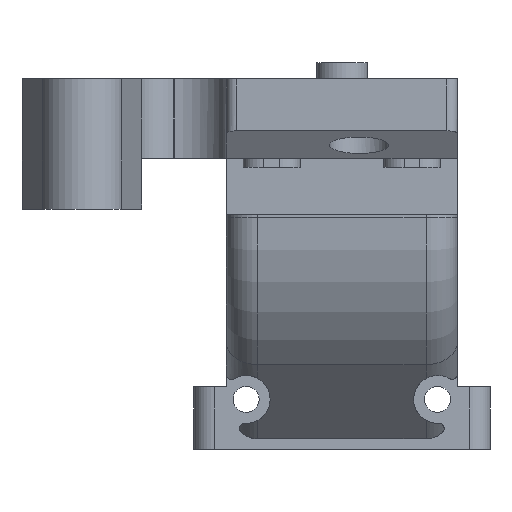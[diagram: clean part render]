
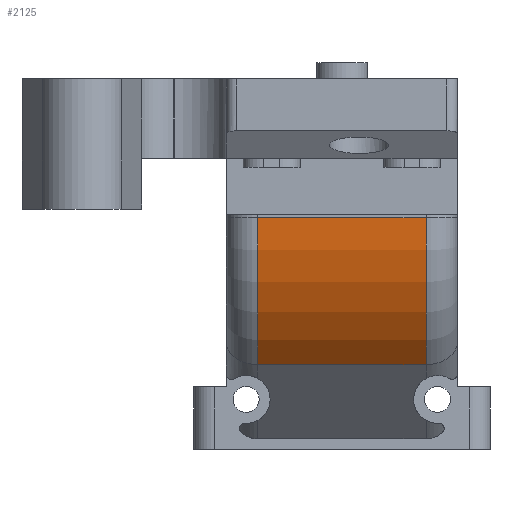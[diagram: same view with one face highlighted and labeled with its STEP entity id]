
A CAD part, front view. The second image highlights one B-rep face of the part: STEP entity #2125.
In plain terms, the highlighted cylindrical face has radius 20 mm (diameter 40 mm), a partial arc.
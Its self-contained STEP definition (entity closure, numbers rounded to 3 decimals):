
#171=CIRCLE('',#2316,20.);
#182=CIRCLE('',#2335,20.);
#245=CYLINDRICAL_SURFACE('',#2347,20.);
#298=LINE('',#3410,#480);
#425=LINE('',#3822,#607);
#480=VECTOR('',#2492,10.);
#607=VECTOR('',#2933,10.);
#728=FACE_OUTER_BOUND('',#860,.T.);
#860=EDGE_LOOP('',(#1904,#1905,#1906,#1907));
#965=VERTEX_POINT('',#3400);
#966=VERTEX_POINT('',#3406);
#1079=VERTEX_POINT('',#3770);
#1088=VERTEX_POINT('',#3799);
#1183=EDGE_CURVE('',#966,#965,#298,.T.);
#1364=EDGE_CURVE('',#966,#1079,#171,.T.);
#1379=EDGE_CURVE('',#1088,#965,#182,.T.);
#1386=EDGE_CURVE('',#1088,#1079,#425,.T.);
#1904=ORIENTED_EDGE('',*,*,#1379,.F.);
#1905=ORIENTED_EDGE('',*,*,#1386,.T.);
#1906=ORIENTED_EDGE('',*,*,#1364,.F.);
#1907=ORIENTED_EDGE('',*,*,#1183,.T.);
#2125=ADVANCED_FACE('',(#728),#245,.T.);
#2316=AXIS2_PLACEMENT_3D('',#3771,#2865,#2866);
#2335=AXIS2_PLACEMENT_3D('',#3803,#2907,#2908);
#2347=AXIS2_PLACEMENT_3D('',#3821,#2931,#2932);
#2492=DIRECTION('',(1.,0.,0.));
#2865=DIRECTION('center_axis',(-1.,0.,0.));
#2866=DIRECTION('ref_axis',(0.,-0.924,-0.383));
#2907=DIRECTION('center_axis',(1.,0.,0.));
#2908=DIRECTION('ref_axis',(0.,-0.924,-0.383));
#2931=DIRECTION('center_axis',(-1.,0.,0.));
#2932=DIRECTION('ref_axis',(0.,-0.924,-0.383));
#2933=DIRECTION('',(-1.,0.,0.));
#3400=CARTESIAN_POINT('',(8.182,69.724,-39.289));
#3406=CARTESIAN_POINT('',(-8.018,69.724,-39.289));
#3410=CARTESIAN_POINT('',(-1.669,69.724,-39.289));
#3770=CARTESIAN_POINT('',(-8.018,63.866,-25.147));
#3771=CARTESIAN_POINT('Origin',(-8.018,83.866,-25.147));
#3799=CARTESIAN_POINT('',(8.182,63.866,-25.147));
#3803=CARTESIAN_POINT('Origin',(8.182,83.866,-25.147));
#3821=CARTESIAN_POINT('Origin',(-1.669,83.866,-25.147));
#3822=CARTESIAN_POINT('',(-1.669,63.866,-25.147));
